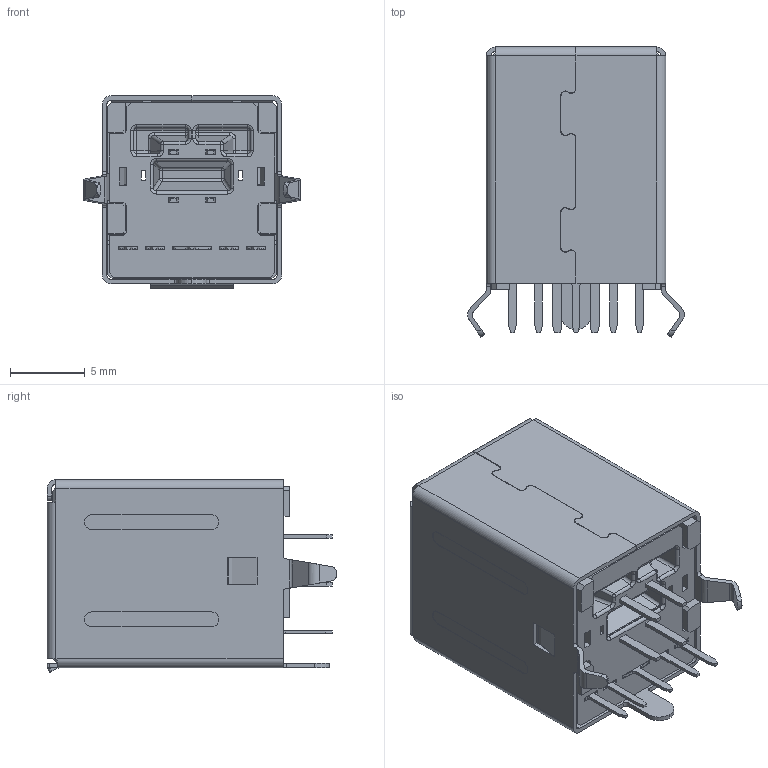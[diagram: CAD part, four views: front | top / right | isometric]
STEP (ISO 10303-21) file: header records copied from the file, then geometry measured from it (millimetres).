
FILE_DESCRIPTION (( 'STEP AP214' ), '1' );
FILE_NAME ('GSB422137EU.STEP', '2023-04-22T06:19:41', ( '' ), ( '' ), 'SwSTEP 2.0', 'SolidWorks 2021', '' );
FILE_SCHEMA (( 'AUTOMOTIVE_DESIGN' ));
Length unit declared in the file: millimetre
Products named in the file (13): MANIFOLD_SOLID_BREP_24462^BCON_9_ASM_USB_ASM_25_ASM_GSB422137EU--3DModel-STEP-533217(2)_GSB422137EU--3DModel-STEP-533217; MANIFOLD_SOLID_BREP_22012^BCON_9_ASM_USB_ASM_25_ASM_GSB422137EU--3DModel-STEP-533217(2)_GSB422137EU--3DModel-STEP-533217; MANIFOLD_SOLID_BREP_29433^XIABCONTACT_5_ASM_USB_ASM_25_ASM_GSB422137EU--3DModel-STEP-533217(2)_GSB422137EU--3DModel-STEP-533217; BCON_9_ASM^USB_ASM_25_ASM_GSB422137EU--3DModel-STEP-533217(2)_GSB422137EU--3DModel-STEP-533217; GSB422137EU--3DModel-STEP-533217(2)^GSB422137EU--3DModel-STEP-533217; SHELL_23^USB_ASM_25_ASM_GSB422137EU--3DModel-STEP-533217(2)_GSB422137EU--3DModel-STEP-533217; MANIFOLD_SOLID_BREP_26962^XIABCONTACT_5_ASM_USB_ASM_25_ASM_GSB422137EU--3DModel-STEP-533217(2)_GSB422137EU--3DModel-STEP-533217; XIABCONTACT_5_ASM^USB_ASM_25_ASM_GSB422137EU--3DModel-STEP-533217(2)_GSB422137EU--3DModel-STEP-533217; USB_ASM_25_ASM^GSB422137EU--3DModel-STEP-533217(2)_GSB422137EU--3DModel-STEP-533217; BODY_12^USB_ASM_25_ASM_GSB422137EU--3DModel-STEP-533217(2)_GSB422137EU--3DModel-STEP-533217; GSB422137EU; SHEPIAN_6^USB_ASM_25_ASM_GSB422137EU--3DModel-STEP-533217(2)_GSB422137EU--3DModel-STEP-533217; HUBAN_10^USB_ASM_25_ASM_GSB422137EU--3DModel-STEP-533217(2)_GSB422137EU--3DModel-STEP-533217
Assembly tree (12 placements, depth 5):
  GSB422137EU
    GSB422137EU--3DModel-STEP-533217(2)^GSB422137EU--3DModel-STEP-533217
      USB_ASM_25_ASM^GSB422137EU--3DModel-STEP-533217(2)_GSB422137EU--3DModel-STEP-533217
        BCON_9_ASM^USB_ASM_25_ASM_GSB422137EU--3DModel-STEP-533217(2)_GSB422137EU--3DModel-STEP-533217
          MANIFOLD_SOLID_BREP_22012^BCON_9_ASM_USB_ASM_25_ASM_GSB422137EU--3DModel-STEP-533217(2)_GSB422137EU--3DModel-STEP-533217
          MANIFOLD_SOLID_BREP_24462^BCON_9_ASM_USB_ASM_25_ASM_GSB422137EU--3DModel-STEP-533217(2)_GSB422137EU--3DModel-STEP-533217
        XIABCONTACT_5_ASM^USB_ASM_25_ASM_GSB422137EU--3DModel-STEP-533217(2)_GSB422137EU--3DModel-STEP-533217
          MANIFOLD_SOLID_BREP_26962^XIABCONTACT_5_ASM_USB_ASM_25_ASM_GSB422137EU--3DModel-STEP-533217(2)_GSB422137EU--3DModel-STEP-533217
          MANIFOLD_SOLID_BREP_29433^XIABCONTACT_5_ASM_USB_ASM_25_ASM_GSB422137EU--3DModel-STEP-533217(2)_GSB422137EU--3DModel-STEP-533217
        BODY_12^USB_ASM_25_ASM_GSB422137EU--3DModel-STEP-533217(2)_GSB422137EU--3DModel-STEP-533217
        SHEPIAN_6^USB_ASM_25_ASM_GSB422137EU--3DModel-STEP-533217(2)_GSB422137EU--3DModel-STEP-533217
        SHELL_23^USB_ASM_25_ASM_GSB422137EU--3DModel-STEP-533217(2)_GSB422137EU--3DModel-STEP-533217
        HUBAN_10^USB_ASM_25_ASM_GSB422137EU--3DModel-STEP-533217(2)_GSB422137EU--3DModel-STEP-533217
Bounding box: 14.5 x 19.4 x 12.89 mm (x, y, z)
Volume: 1439.6 mm3; surface area: 4662.1 mm2
Topology: 8 solids, 8 shells, 1513 faces, 4262 edges, 2758 vertices
Faces by surface type: plane 1107, cylinder 366, sphere 16, bspline 10, torus 10, cone 4
Entity records: 49935 total; most frequent: CARTESIAN_POINT 10237, ORIENTED_EDGE 8508, DIRECTION 7730, EDGE_CURVE 4254, VECTOR 3458, LINE 3458, VERTEX_POINT 2758, AXIS2_PLACEMENT_3D 2136
